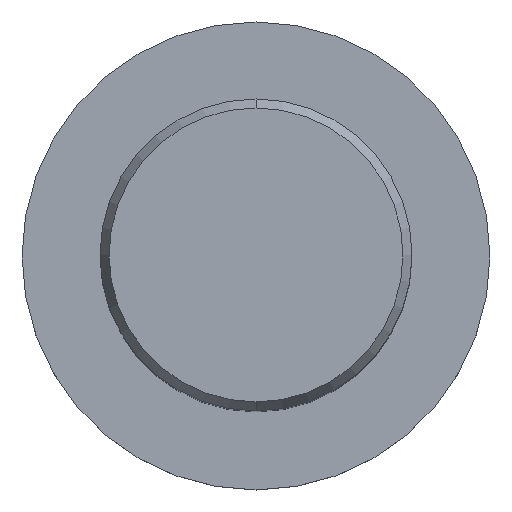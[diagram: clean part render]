
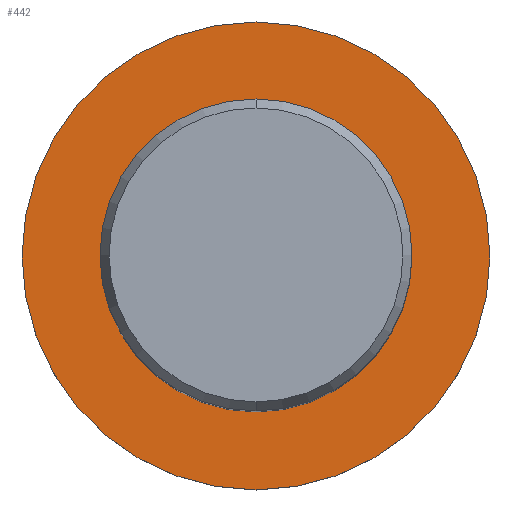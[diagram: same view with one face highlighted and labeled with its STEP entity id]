
A CAD part, top view. The second image highlights one B-rep face of the part: STEP entity #442.
In plain terms, the highlighted planar face has unit normal (0, 0, 1).
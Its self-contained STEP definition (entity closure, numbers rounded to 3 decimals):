
#232=EDGE_CURVE('',#448,#434,#569,.T.);
#244=EDGE_CURVE('',#406,#500,#583,.T.);
#406=VERTEX_POINT('',#760);
#418=EDGE_CURVE('',#500,#406,#772,.T.);
#434=VERTEX_POINT('',#789);
#442=ADVANCED_FACE('',(#798,#799),#800,.T.);
#448=VERTEX_POINT('',#807);
#496=EDGE_CURVE('',#434,#448,#860,.T.);
#500=VERTEX_POINT('',#864);
#569=CIRCLE('',#985,24.0);
#583=CIRCLE('',#1005,16.0);
#760=CARTESIAN_POINT('',(0.,-16.0,-60.0));
#772=CIRCLE('',#1446,16.0);
#789=CARTESIAN_POINT('',(0.0,24.0,-60.0));
#798=FACE_BOUND('',#1478,.T.);
#799=FACE_OUTER_BOUND('',#1479,.T.);
#800=PLANE('',#1480);
#807=CARTESIAN_POINT('',(0.,-24.0,-60.0));
#860=CIRCLE('',#1590,24.0);
#864=CARTESIAN_POINT('',(0.0,16.0,-60.0));
#985=AXIS2_PLACEMENT_3D('',#1661,#1662,#1663);
#1005=AXIS2_PLACEMENT_3D('',#1693,#1694,#1695);
#1446=AXIS2_PLACEMENT_3D('',#1892,#1893,#1894);
#1478=EDGE_LOOP('',(#1930,#1931));
#1479=EDGE_LOOP('',(#1932,#1933));
#1480=AXIS2_PLACEMENT_3D('',#1934,#1935,#1936);
#1590=AXIS2_PLACEMENT_3D('',#1999,#2000,#2001);
#1661=CARTESIAN_POINT('',(0.0,0.0,-60.0));
#1662=DIRECTION('',(0.0,0.0,-1.0));
#1663=DIRECTION('',(0.0,1.0,0.0));
#1693=CARTESIAN_POINT('',(0.0,0.0,-60.0));
#1694=DIRECTION('',(-0.0,0.0,-1.0));
#1695=DIRECTION('',(0.0,1.0,0.0));
#1892=CARTESIAN_POINT('',(0.0,0.0,-60.0));
#1893=DIRECTION('',(-0.0,0.0,-1.0));
#1894=DIRECTION('',(0.0,1.0,0.0));
#1930=ORIENTED_EDGE('',*,*,#418,.T.);
#1931=ORIENTED_EDGE('',*,*,#244,.T.);
#1932=ORIENTED_EDGE('',*,*,#496,.F.);
#1933=ORIENTED_EDGE('',*,*,#232,.F.);
#1934=CARTESIAN_POINT('',(0.0,12.0,-60.0));
#1935=DIRECTION('',(-0.0,0.0,1.0));
#1936=DIRECTION('',(0.0,-1.0,0.0));
#1999=CARTESIAN_POINT('',(0.0,0.0,-60.0));
#2000=DIRECTION('',(0.0,0.0,-1.0));
#2001=DIRECTION('',(0.0,1.0,0.0));
